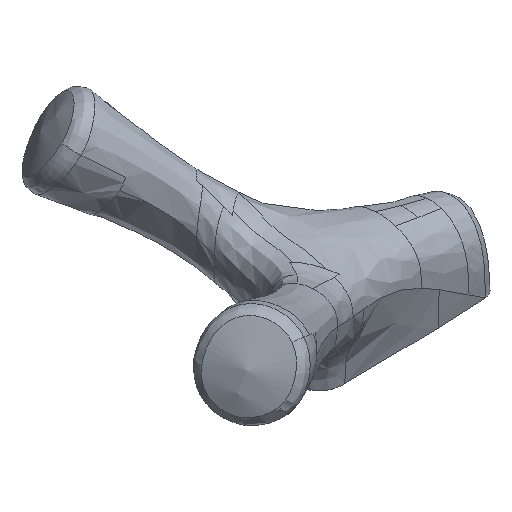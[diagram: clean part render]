
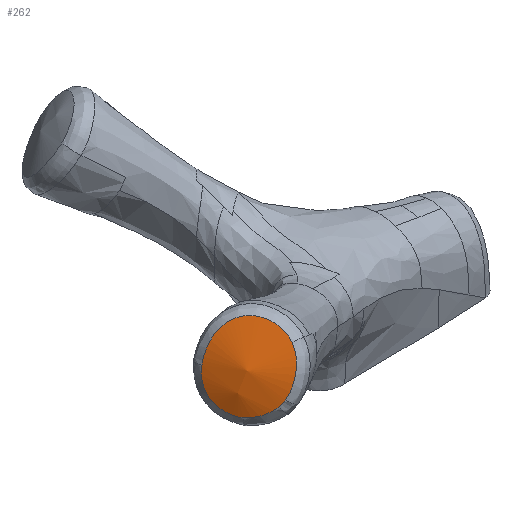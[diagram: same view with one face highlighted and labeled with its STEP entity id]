
A CAD part, isometric view. The second image highlights one B-rep face of the part: STEP entity #262.
In plain terms, the highlighted free-form (B-spline) face has degree [3, 3] with [10, 7] control points.
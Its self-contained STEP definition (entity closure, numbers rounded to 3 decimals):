
#262=ADVANCED_FACE('',(#402),#353,.T.);
#353=B_SPLINE_SURFACE_WITH_KNOTS('',3,3,((#2737,#2738,#2739,#2740,#2741,
#2742,#2743),(#2744,#2745,#2746,#2747,#2748,#2749,#2750),(#2751,#2752,#2753,
#2754,#2755,#2756,#2757),(#2758,#2759,#2760,#2761,#2762,#2763,#2764),(#2765,
#2766,#2767,#2768,#2769,#2770,#2771),(#2772,#2773,#2774,#2775,#2776,#2777,
#2778),(#2779,#2780,#2781,#2782,#2783,#2784,#2785),(#2786,#2787,#2788,#2789,
#2790,#2791,#2792),(#2793,#2794,#2795,#2796,#2797,#2798,#2799),(#2800,#2801,
#2802,#2803,#2804,#2805,#2806)),.UNSPECIFIED.,.F.,.F.,.F.,(4,3,3,4),(4,3,
4),(0.,0.5,0.75,1.),(0.,0.5,1.),.UNSPECIFIED.);
#402=FACE_OUTER_BOUND('',#490,.T.);
#490=EDGE_LOOP('',(#625,#626,#627,#628,#629));
#625=ORIENTED_EDGE('',*,*,#1358,.T.);
#626=ORIENTED_EDGE('',*,*,#1359,.T.);
#627=ORIENTED_EDGE('',*,*,#1360,.T.);
#628=ORIENTED_EDGE('',*,*,#1361,.T.);
#629=ORIENTED_EDGE('',*,*,#1362,.T.);
#1171=VERTEX_POINT('',#2704);
#1172=VERTEX_POINT('',#2705);
#1173=VERTEX_POINT('',#2712);
#1174=VERTEX_POINT('',#2721);
#1175=VERTEX_POINT('',#2732);
#1358=EDGE_CURVE('',#1171,#1172,#1618,.T.);
#1359=EDGE_CURVE('',#1172,#1173,#1619,.T.);
#1360=EDGE_CURVE('',#1173,#1174,#1620,.T.);
#1361=EDGE_CURVE('',#1174,#1175,#1621,.T.);
#1362=EDGE_CURVE('',#1175,#1171,#1622,.T.);
#1618=B_SPLINE_CURVE_WITH_KNOTS('',3,(#2700,#2701,#2702,#2703),
 .UNSPECIFIED.,.F.,.F.,(4,4),(0.,1.),.UNSPECIFIED.);
#1619=B_SPLINE_CURVE_WITH_KNOTS('',3,(#2706,#2707,#2708,#2709,#2710,#2711),
 .UNSPECIFIED.,.F.,.F.,(4,2,4),(0.,0.5,1.),.UNSPECIFIED.);
#1620=B_SPLINE_CURVE_WITH_KNOTS('',3,(#2713,#2714,#2715,#2716,#2717,#2718,
#2719,#2720),.UNSPECIFIED.,.F.,.F.,(4,2,2,4),(0.,0.5,0.75,
1.),.UNSPECIFIED.);
#1621=B_SPLINE_CURVE_WITH_KNOTS('',3,(#2722,#2723,#2724,#2725,#2726,#2727,
#2728,#2729,#2730,#2731),.UNSPECIFIED.,.F.,.F.,(4,2,2,2,4),(0.,0.25,
0.5,0.75,1.),.UNSPECIFIED.);
#1622=B_SPLINE_CURVE_WITH_KNOTS('',3,(#2733,#2734,#2735,#2736),
 .UNSPECIFIED.,.F.,.F.,(4,4),(0.,1.),.UNSPECIFIED.);
#2700=CARTESIAN_POINT('',(278.184,-442.28,31.151));
#2701=CARTESIAN_POINT('',(278.501,-442.5,31.451));
#2702=CARTESIAN_POINT('',(278.782,-442.642,31.815));
#2703=CARTESIAN_POINT('',(279.056,-442.744,32.202));
#2704=CARTESIAN_POINT('',(278.184,-442.28,31.151));
#2705=CARTESIAN_POINT('',(279.056,-442.744,32.202));
#2706=CARTESIAN_POINT('',(279.056,-442.744,32.202));
#2707=CARTESIAN_POINT('',(279.895,-443.056,33.382));
#2708=CARTESIAN_POINT('',(280.638,-442.987,34.699));
#2709=CARTESIAN_POINT('',(281.923,-442.26,37.246));
#2710=CARTESIAN_POINT('',(282.438,-441.56,38.506));
#2711=CARTESIAN_POINT('',(282.575,-440.54,39.574));
#2712=CARTESIAN_POINT('',(282.574,-440.54,39.574));
#2713=CARTESIAN_POINT('',(282.573,-440.539,39.573));
#2714=CARTESIAN_POINT('',(282.863,-438.366,41.845));
#2715=CARTESIAN_POINT('',(281.333,-434.965,42.962));
#2716=CARTESIAN_POINT('',(278.011,-431.982,41.555));
#2717=CARTESIAN_POINT('',(276.808,-431.343,40.619));
#2718=CARTESIAN_POINT('',(274.792,-430.905,38.254));
#2719=CARTESIAN_POINT('',(273.959,-430.893,36.883));
#2720=CARTESIAN_POINT('',(273.391,-431.189,35.433));
#2721=CARTESIAN_POINT('',(273.391,-431.188,35.433));
#2722=CARTESIAN_POINT('',(273.391,-431.188,35.433));
#2723=CARTESIAN_POINT('',(273.062,-431.359,34.595));
#2724=CARTESIAN_POINT('',(272.82,-431.615,33.734));
#2725=CARTESIAN_POINT('',(272.596,-432.467,32.144));
#2726=CARTESIAN_POINT('',(272.61,-433.049,31.415));
#2727=CARTESIAN_POINT('',(272.864,-434.397,30.202));
#2728=CARTESIAN_POINT('',(273.116,-435.176,29.783));
#2729=CARTESIAN_POINT('',(273.791,-436.782,29.213));
#2730=CARTESIAN_POINT('',(274.195,-437.582,28.972));
#2731=CARTESIAN_POINT('',(274.679,-438.366,29.034));
#2732=CARTESIAN_POINT('',(274.679,-438.366,29.035));
#2733=CARTESIAN_POINT('',(274.679,-438.366,29.035));
#2734=CARTESIAN_POINT('',(275.694,-440.011,29.164));
#2735=CARTESIAN_POINT('',(276.929,-441.409,29.96));
#2736=CARTESIAN_POINT('',(278.184,-442.28,31.151));
#2737=CARTESIAN_POINT('',(280.714,-431.43,43.578));
#2738=CARTESIAN_POINT('',(280.86,-433.403,43.149));
#2739=CARTESIAN_POINT('',(281.317,-435.324,42.589));
#2740=CARTESIAN_POINT('',(282.062,-437.086,41.928));
#2741=CARTESIAN_POINT('',(282.806,-438.848,41.267));
#2742=CARTESIAN_POINT('',(283.837,-440.451,40.506));
#2743=CARTESIAN_POINT('',(285.098,-441.807,39.687));
#2744=CARTESIAN_POINT('',(278.206,-431.282,42.158));
#2745=CARTESIAN_POINT('',(278.363,-433.442,41.69));
#2746=CARTESIAN_POINT('',(278.862,-435.546,41.078));
#2747=CARTESIAN_POINT('',(279.675,-437.477,40.355));
#2748=CARTESIAN_POINT('',(280.488,-439.408,39.632));
#2749=CARTESIAN_POINT('',(281.615,-441.165,38.799));
#2750=CARTESIAN_POINT('',(282.993,-442.65,37.903));
#2751=CARTESIAN_POINT('',(276.158,-431.07,40.17));
#2752=CARTESIAN_POINT('',(276.331,-433.346,39.674));
#2753=CARTESIAN_POINT('',(276.863,-435.561,39.026));
#2754=CARTESIAN_POINT('',(277.727,-437.593,38.262));
#2755=CARTESIAN_POINT('',(278.59,-439.624,37.498));
#2756=CARTESIAN_POINT('',(279.783,-441.471,36.618));
#2757=CARTESIAN_POINT('',(281.241,-443.032,35.672));
#2758=CARTESIAN_POINT('',(274.724,-430.842,38.046));
#2759=CARTESIAN_POINT('',(274.912,-433.166,37.533));
#2760=CARTESIAN_POINT('',(275.469,-435.425,36.866));
#2761=CARTESIAN_POINT('',(276.363,-437.495,36.081));
#2762=CARTESIAN_POINT('',(277.256,-439.564,35.297));
#2763=CARTESIAN_POINT('',(278.487,-441.443,34.395));
#2764=CARTESIAN_POINT('',(279.986,-443.027,33.425));
#2765=CARTESIAN_POINT('',(274.006,-430.728,36.984));
#2766=CARTESIAN_POINT('',(274.203,-433.076,36.463));
#2767=CARTESIAN_POINT('',(274.772,-435.357,35.786));
#2768=CARTESIAN_POINT('',(275.681,-437.445,34.991));
#2769=CARTESIAN_POINT('',(276.589,-439.534,34.196));
#2770=CARTESIAN_POINT('',(277.838,-441.429,33.283));
#2771=CARTESIAN_POINT('',(279.358,-443.025,32.302));
#2772=CARTESIAN_POINT('',(273.445,-430.613,35.916));
#2773=CARTESIAN_POINT('',(273.65,-432.969,35.39));
#2774=CARTESIAN_POINT('',(274.228,-435.256,34.708));
#2775=CARTESIAN_POINT('',(275.147,-437.349,33.907));
#2776=CARTESIAN_POINT('',(276.067,-439.442,33.107));
#2777=CARTESIAN_POINT('',(277.327,-441.339,32.188));
#2778=CARTESIAN_POINT('',(278.858,-442.936,31.202));
#2779=CARTESIAN_POINT('',(272.99,-430.492,34.795));
#2780=CARTESIAN_POINT('',(273.203,-432.842,34.266));
#2781=CARTESIAN_POINT('',(273.789,-435.123,33.581));
#2782=CARTESIAN_POINT('',(274.715,-437.208,32.779));
#2783=CARTESIAN_POINT('',(275.641,-439.293,31.977));
#2784=CARTESIAN_POINT('',(276.907,-441.181,31.057));
#2785=CARTESIAN_POINT('',(278.442,-442.768,30.071));
#2786=CARTESIAN_POINT('',(272.534,-430.371,33.673));
#2787=CARTESIAN_POINT('',(272.756,-432.716,33.141));
#2788=CARTESIAN_POINT('',(273.35,-434.99,32.455));
#2789=CARTESIAN_POINT('',(274.283,-437.067,31.651));
#2790=CARTESIAN_POINT('',(275.216,-439.144,30.847));
#2791=CARTESIAN_POINT('',(276.487,-441.023,29.927));
#2792=CARTESIAN_POINT('',(278.026,-442.601,28.94));
#2793=CARTESIAN_POINT('',(272.173,-430.239,32.452));
#2794=CARTESIAN_POINT('',(272.405,-432.564,31.919));
#2795=CARTESIAN_POINT('',(273.005,-434.818,31.234));
#2796=CARTESIAN_POINT('',(273.941,-436.874,30.432));
#2797=CARTESIAN_POINT('',(274.876,-438.93,29.631));
#2798=CARTESIAN_POINT('',(276.147,-440.788,28.714));
#2799=CARTESIAN_POINT('',(277.683,-442.345,27.733));
#2800=CARTESIAN_POINT('',(271.95,-430.098,31.156));
#2801=CARTESIAN_POINT('',(272.191,-432.387,30.626));
#2802=CARTESIAN_POINT('',(272.795,-434.603,29.945));
#2803=CARTESIAN_POINT('',(273.729,-436.622,29.152));
#2804=CARTESIAN_POINT('',(274.663,-438.641,28.358));
#2805=CARTESIAN_POINT('',(275.927,-440.463,27.451));
#2806=CARTESIAN_POINT('',(277.45,-441.987,26.482));
